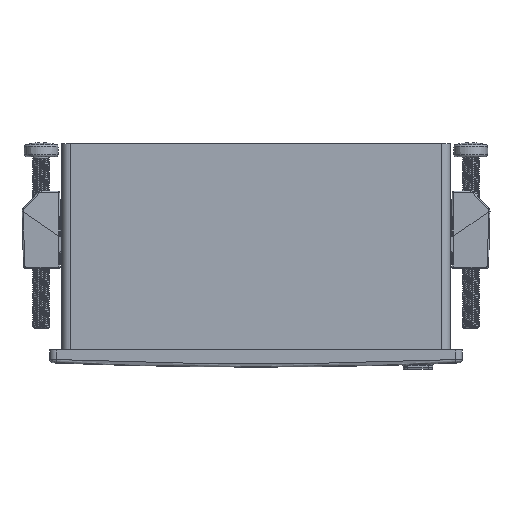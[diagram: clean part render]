
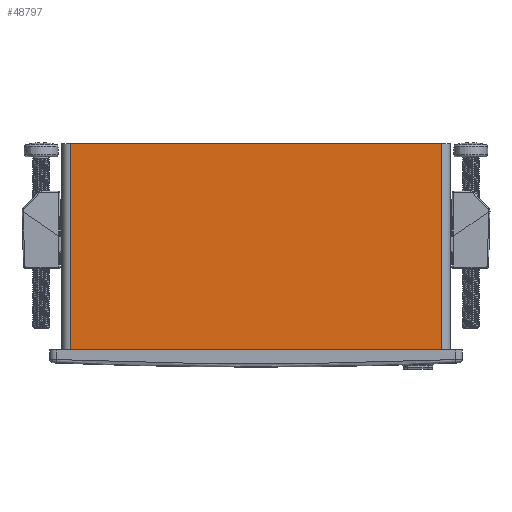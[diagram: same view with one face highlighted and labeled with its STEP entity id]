
A CAD part, front view. The second image highlights one B-rep face of the part: STEP entity #48797.
In plain terms, the highlighted planar face has unit normal (0, -1, 0).
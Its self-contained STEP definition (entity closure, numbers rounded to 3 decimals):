
#473=DIRECTION('',(0.,0.,-1.));
#474=VECTOR('',#473,48.);
#475=CARTESIAN_POINT('',(-43.25,-22.25,48.));
#476=LINE('',#475,#474);
#833=DIRECTION('',(0.,0.,-1.));
#834=VECTOR('',#833,48.);
#835=CARTESIAN_POINT('',(43.25,-22.25,48.));
#836=LINE('',#835,#834);
#837=DIRECTION('',(1.,0.,0.));
#838=VECTOR('',#837,86.5);
#839=CARTESIAN_POINT('',(-43.25,-22.25,48.));
#840=LINE('',#839,#838);
#866=DIRECTION('',(1.,0.,0.));
#867=VECTOR('',#866,86.5);
#868=CARTESIAN_POINT('',(-43.25,-22.25,0.));
#869=LINE('',#868,#867);
#43772=CARTESIAN_POINT('',(43.25,-22.25,48.));
#43774=VERTEX_POINT('',#43772);
#43775=CARTESIAN_POINT('',(-43.25,-22.25,48.));
#43776=VERTEX_POINT('',#43775);
#43827=CARTESIAN_POINT('',(43.25,-22.25,0.));
#43829=VERTEX_POINT('',#43827);
#43831=CARTESIAN_POINT('',(-43.25,-22.25,0.));
#43832=VERTEX_POINT('',#43831);
#48785=CARTESIAN_POINT('',(0.,-22.25,24.));
#48786=DIRECTION('',(0.,1.,0.));
#48787=DIRECTION('',(1.,0.,0.));
#48788=AXIS2_PLACEMENT_3D('',#48785,#48786,#48787);
#48789=PLANE('',#48788);
#48790=ORIENTED_EDGE('',*,*,#48775,.T.);
#48792=ORIENTED_EDGE('',*,*,#48791,.F.);
#48793=ORIENTED_EDGE('',*,*,#48392,.F.);
#48794=ORIENTED_EDGE('',*,*,#48406,.T.);
#48795=EDGE_LOOP('',(#48790,#48792,#48793,#48794));
#48796=FACE_OUTER_BOUND('',#48795,.F.);
#48797=ADVANCED_FACE('',(#48796),#48789,.F.);
#48392=EDGE_CURVE('',#43776,#43832,#476,.T.);
#48406=EDGE_CURVE('',#43776,#43774,#840,.T.);
#48775=EDGE_CURVE('',#43774,#43829,#836,.T.);
#48791=EDGE_CURVE('',#43832,#43829,#869,.T.);
